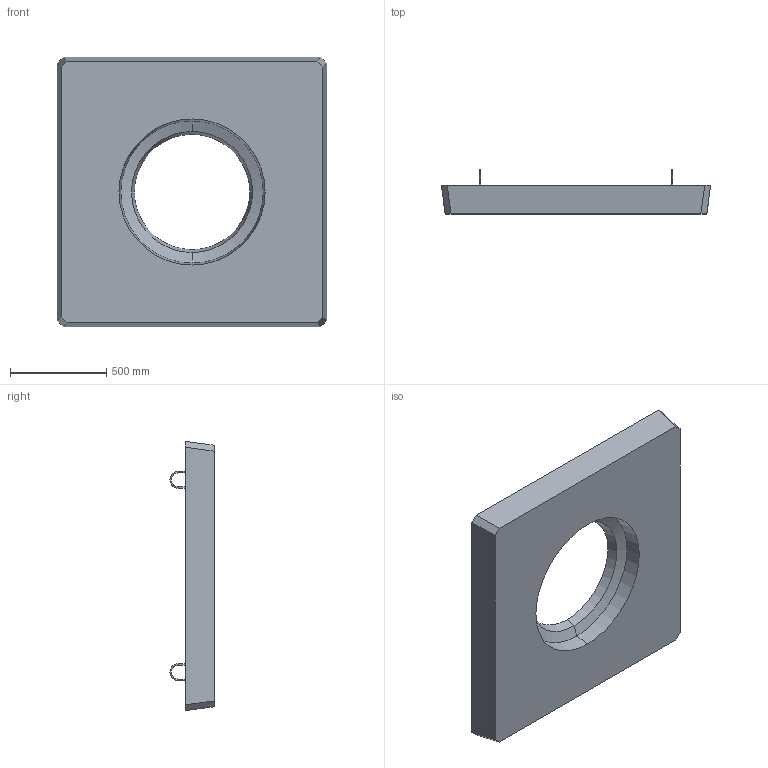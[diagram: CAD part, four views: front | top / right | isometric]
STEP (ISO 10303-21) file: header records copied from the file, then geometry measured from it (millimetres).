
FILE_DESCRIPTION (( 'STEP AP214' ), '1' );
FILE_NAME ('110402-00042 Ïëèòà îïîðíàÿ ÎÏ-1ê ÌÒ.STEP', '2021-09-15T05:22:41', ( '' ), ( '' ), 'SwSTEP 2.0', 'SolidWorks 2018', '' );
FILE_SCHEMA (( 'AUTOMOTIVE_DESIGN' ));
Length unit declared in the file: millimetre
Products named in the file (1): 110402-00042 Ïëèòà îïîðíàÿ ÎÏ-1ê ÌÒ
Bounding box: 1400 x 230 x 1400 mm (x, y, z)
Volume: 227852873.3 mm3; surface area: 4330443 mm2
Topology: 1 solids, 1 shells, 40 faces, 94 edges, 56 vertices
Faces by surface type: cylinder 16, plane 10, torus 8, cone 6
Entity records: 1200 total; most frequent: DIRECTION 224, CARTESIAN_POINT 191, ORIENTED_EDGE 188, EDGE_CURVE 94, AXIS2_PLACEMENT_3D 89, VERTEX_POINT 56, EDGE_LOOP 50, CIRCLE 48
